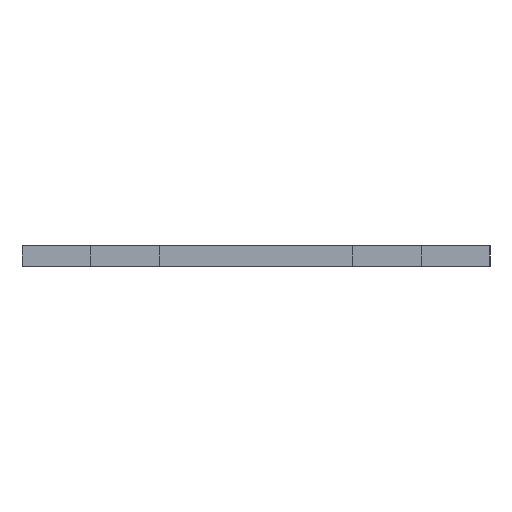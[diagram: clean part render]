
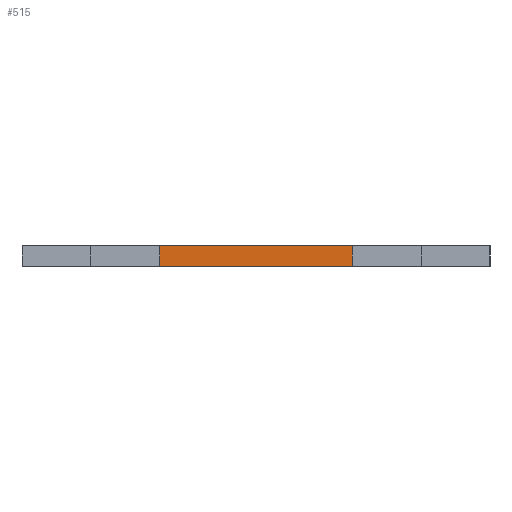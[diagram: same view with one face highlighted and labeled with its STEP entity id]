
A CAD part, left-side view. The second image highlights one B-rep face of the part: STEP entity #515.
In plain terms, the highlighted planar face has unit normal (-1, 0.007, 0).
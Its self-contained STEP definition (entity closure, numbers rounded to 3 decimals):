
#366=CARTESIAN_POINT('Axis2P3D Location',(0.475,67.998,0.)) ;
#468=CARTESIAN_POINT('Vertex',(0.335,47.999,0.)) ;
#471=CARTESIAN_POINT('Line Origine',(0.335,47.999,1.5)) ;
#475=CARTESIAN_POINT('Vertex',(0.335,47.999,3.)) ;
#490=CARTESIAN_POINT('Line Origine',(0.237,33.999,0.)) ;
#494=CARTESIAN_POINT('Vertex',(0.14,20.,0.)) ;
#497=CARTESIAN_POINT('Line Origine',(0.14,20.,1.5)) ;
#501=CARTESIAN_POINT('Vertex',(0.14,20.,3.)) ;
#504=CARTESIAN_POINT('Line Origine',(0.237,33.999,3.)) ;
#473=VECTOR('Line Direction',#472,1.) ;
#492=VECTOR('Line Direction',#491,1.) ;
#499=VECTOR('Line Direction',#498,1.) ;
#506=VECTOR('Line Direction',#505,1.) ;
#367=DIRECTION('Axis2P3D Direction',(-1.,0.007,0.)) ;
#368=DIRECTION('Axis2P3D XDirection',(-0.007,-1.,0.)) ;
#472=DIRECTION('Vector Direction',(0.,0.,1.)) ;
#491=DIRECTION('Vector Direction',(-0.007,-1.,0.)) ;
#498=DIRECTION('Vector Direction',(0.,0.,1.)) ;
#505=DIRECTION('Vector Direction',(-0.007,-1.,0.)) ;
#369=AXIS2_PLACEMENT_3D('Plane Axis2P3D',#366,#367,#368) ;
#474=LINE('Line',#471,#473) ;
#493=LINE('Line',#490,#492) ;
#500=LINE('Line',#497,#499) ;
#507=LINE('Line',#504,#506) ;
#370=PLANE('',#369) ;
#477=EDGE_CURVE('',#469,#476,#474,.T.) ;
#496=EDGE_CURVE('',#469,#495,#493,.T.) ;
#503=EDGE_CURVE('',#495,#502,#500,.T.) ;
#508=EDGE_CURVE('',#476,#502,#507,.T.) ;
#510=ORIENTED_EDGE('',*,*,#477,.F.) ;
#511=ORIENTED_EDGE('',*,*,#496,.T.) ;
#512=ORIENTED_EDGE('',*,*,#503,.T.) ;
#513=ORIENTED_EDGE('',*,*,#508,.F.) ;
#509=EDGE_LOOP('',(#510,#511,#512,#513)) ;
#469=VERTEX_POINT('',#468) ;
#476=VERTEX_POINT('',#475) ;
#495=VERTEX_POINT('',#494) ;
#502=VERTEX_POINT('',#501) ;
#515=ADVANCED_FACE('PartBody',(#514),#370,.T.) ;
#514=FACE_OUTER_BOUND('',#509,.T.) ;
